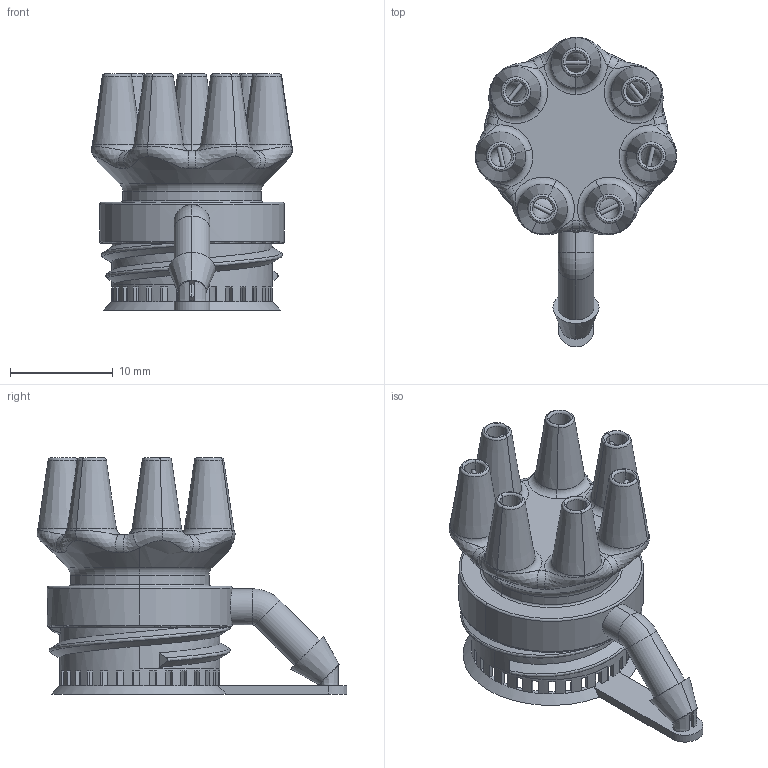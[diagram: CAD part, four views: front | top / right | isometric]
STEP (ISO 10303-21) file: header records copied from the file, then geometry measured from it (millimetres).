
FILE_DESCRIPTION((''),'2;1');
FILE_NAME('GELCHANNELDUALTUBEANGLESUPPORT','2025-11-01T00:41:34',('cz5798'),(''),'CREO PARAMETRIC BY PTC INC, 2025123','CREO PARAMETRIC BY PTC INC, 2025123','');
FILE_SCHEMA(('CONFIG_CONTROL_DESIGN'));
Length unit declared in the file: millimetre
Products named in the file (1): GELCHANNELDUALTUBEANGLESUPPORT
Bounding box: 19.58 x 30.17 x 23 mm (x, y, z)
Volume: 2745.4 mm3; surface area: 3746.7 mm2
Topology: 1 solids, 1 shells, 521 faces, 1432 edges, 829 vertices
Faces by surface type: plane 196, bspline 100, torus 99, cylinder 88, cone 32, extrusion 4, sphere 2
Entity records: 23090 total; most frequent: CARTESIAN_POINT 10282, ORIENTED_EDGE 2864, DIRECTION 2624, EDGE_CURVE 1432, AXIS2_PLACEMENT_3D 1059, VERTEX_POINT 829, CIRCLE 642, EDGE_LOOP 533
